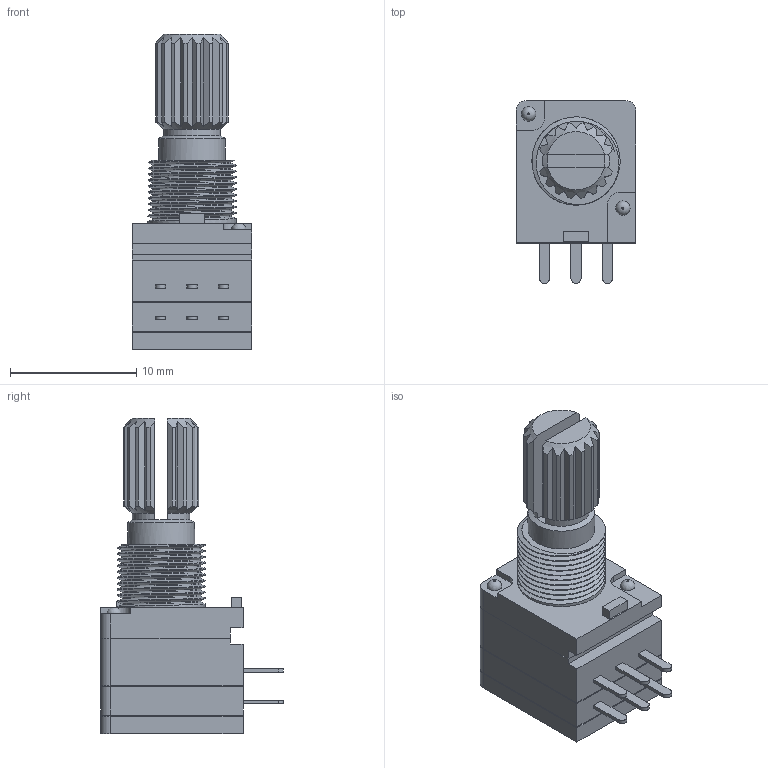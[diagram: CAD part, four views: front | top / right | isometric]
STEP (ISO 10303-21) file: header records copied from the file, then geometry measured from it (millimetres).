
FILE_DESCRIPTION(/* description */ ('Unknown'),/* implementation_level */ '2;1');
FILE_NAME(/* name */ 'PTN092-H100115K1B',/* time_stamp */ '2025-01-28T11:35:44+02:00',/* author */ ('Unknown'),/* organization */ ('Unknown'),/* preprocessor_version */ 'ST-DEVELOPER v18.102',/* originating_system */ 'Solid Edge',/* authorisation */ 'Unknown');
FILE_SCHEMA (('AUTOMOTIVE_DESIGN {1 0 10303 214 3 1 1}'));
Length unit declared in the file: millimetre
Products named in the file (1): PTN092-H100115K1B
Bounding box: 9.5 x 14.5 x 25 mm (x, y, z)
Volume: 1420.8 mm3; surface area: 1402.3 mm2
Topology: 2 solids, 2 shells, 171 faces, 452 edges, 300 vertices
Faces by surface type: plane 112, cylinder 50, cone 5, torus 2, bspline 2
Full cylindrical faces by diameter (mm): 5.303 x1, 7 x9
Entity records: 8569 total; most frequent: CARTESIAN_POINT 3523, ORIENTED_EDGE 834, DIRECTION 750, EDGE_CURVE 417, VERTEX_POINT 279, LINE 250, VECTOR 250, AXIS2_PLACEMENT_3D 250
